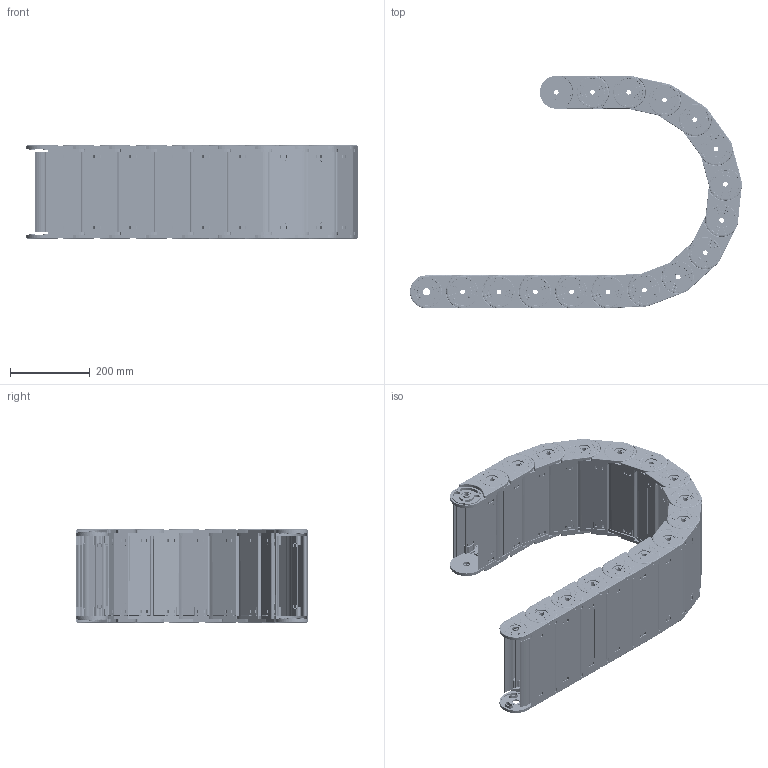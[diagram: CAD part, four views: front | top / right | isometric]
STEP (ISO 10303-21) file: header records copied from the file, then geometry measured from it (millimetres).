
FILE_DESCRIPTION (( 'STEP AP214' ), '1' );
FILE_NAME ('CK60-K200-R250.STEP', '2019-09-06T11:48:03', ( '' ), ( '' ), 'SwSTEP 2.0', 'SolidWorks 2017', '' );
FILE_SCHEMA (( 'AUTOMOTIVE_DESIGN' ));
Length unit declared in the file: millimetre
Products named in the file (2): CK60-K200-R250; CK60-K200
Assembly tree (16 placements, depth 2):
  CK60-K200-R250
    CK60-K200  x16
Bounding box: 831.65 x 582.21 x 233.06 mm (x, y, z)
Volume: 4682752.8 mm3; surface area: 3274190 mm2
Topology: 80 solids, 80 shells, 14208 faces, 37808 edges, 24832 vertices
Faces by surface type: plane 6336, cylinder 4480, bspline 3040, torus 320, cone 32
Entity records: 37155 total; most frequent: CARTESIAN_POINT 16413, ORIENTED_EDGE 4718, DIRECTION 3752, EDGE_CURVE 2359, VERTEX_POINT 1552, VECTOR 1314, LINE 1314, AXIS2_PLACEMENT_3D 1219
